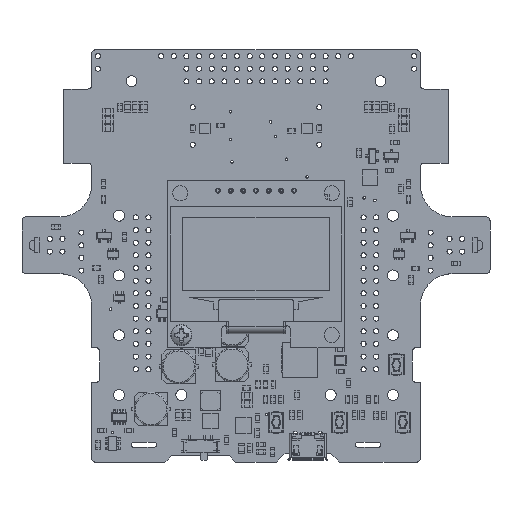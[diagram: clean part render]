
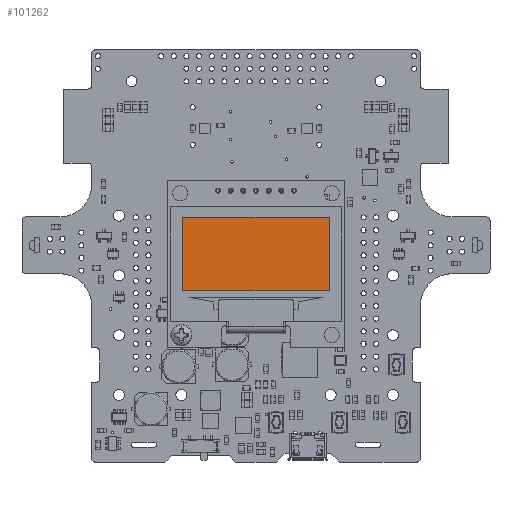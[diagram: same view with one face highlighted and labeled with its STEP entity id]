
A CAD part, top view. The second image highlights one B-rep face of the part: STEP entity #101262.
In plain terms, the highlighted planar face has unit normal (0, 0, 1).
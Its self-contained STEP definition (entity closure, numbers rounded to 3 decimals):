
#3798 = DIRECTION ( 'NONE',  ( -1., 0., 0. ) ) ;
#12002 = CARTESIAN_POINT ( 'NONE',  ( 14.71, 34.45, 11.101 ) ) ;
#13796 = CARTESIAN_POINT ( 'NONE',  ( 14.71, 49.15, 11.101 ) ) ;
#28553 = VECTOR ( 'NONE', #67793, 1000. ) ;
#35081 = ORIENTED_EDGE ( 'NONE', *, *, #160091, .T. ) ;
#35807 = ORIENTED_EDGE ( 'NONE', *, *, #90089, .T. ) ;
#40229 = LINE ( 'NONE', #252228, #28553 ) ;
#52598 = VECTOR ( 'NONE', #134761, 1000. ) ;
#54385 = AXIS2_PLACEMENT_3D ( 'NONE', #263357, #140588, #95895 ) ;
#65300 = CARTESIAN_POINT ( 'NONE',  ( -14.71, 49.15, 11.101 ) ) ;
#67793 = DIRECTION ( 'NONE',  ( 0., 1., 0. ) ) ;
#82315 = EDGE_CURVE ( 'NONE', #201022, #100517, #117456, .T. ) ;
#90089 = EDGE_CURVE ( 'NONE', #100517, #282625, #157833, .T. ) ;
#95895 = DIRECTION ( 'NONE',  ( 1., 0., 0. ) ) ;
#100517 = VERTEX_POINT ( 'NONE', #65300 ) ;
#101262 = ADVANCED_FACE ( 'NONE', ( #215803 ), #260328, .T. ) ;
#117456 = LINE ( 'NONE', #212775, #225589 ) ;
#134761 = DIRECTION ( 'NONE',  ( 0., -1., 0. ) ) ;
#136997 = CARTESIAN_POINT ( 'NONE',  ( -14.71, 34.45, 11.101 ) ) ;
#140588 = DIRECTION ( 'NONE',  ( 0., 0., 1. ) ) ;
#155146 = VECTOR ( 'NONE', #164625, 1000. ) ;
#157833 = LINE ( 'NONE', #251469, #52598 ) ;
#160091 = EDGE_CURVE ( 'NONE', #282625, #189437, #187645, .T. ) ;
#164625 = DIRECTION ( 'NONE',  ( 1., 0., 0. ) ) ;
#187645 = LINE ( 'NONE', #136997, #155146 ) ;
#189437 = VERTEX_POINT ( 'NONE', #12002 ) ;
#197647 = ORIENTED_EDGE ( 'NONE', *, *, #227308, .T. ) ;
#199342 = CARTESIAN_POINT ( 'NONE',  ( -14.71, 34.45, 11.101 ) ) ;
#201022 = VERTEX_POINT ( 'NONE', #13796 ) ;
#212775 = CARTESIAN_POINT ( 'NONE',  ( -14.71, 49.15, 11.101 ) ) ;
#215803 = FACE_OUTER_BOUND ( 'NONE', #233973, .T. ) ;
#225589 = VECTOR ( 'NONE', #3798, 1000. ) ;
#227308 = EDGE_CURVE ( 'NONE', #189437, #201022, #40229, .T. ) ;
#233973 = EDGE_LOOP ( 'NONE', ( #35807, #35081, #197647, #239871 ) ) ;
#239871 = ORIENTED_EDGE ( 'NONE', *, *, #82315, .T. ) ;
#251469 = CARTESIAN_POINT ( 'NONE',  ( -14.71, 49.15, 11.101 ) ) ;
#252228 = CARTESIAN_POINT ( 'NONE',  ( 14.71, 49.15, 11.101 ) ) ;
#260328 = PLANE ( 'NONE',  #54385 ) ;
#263357 = CARTESIAN_POINT ( 'NONE',  ( -17.7, 23., 11.101 ) ) ;
#282625 = VERTEX_POINT ( 'NONE', #199342 ) ;
